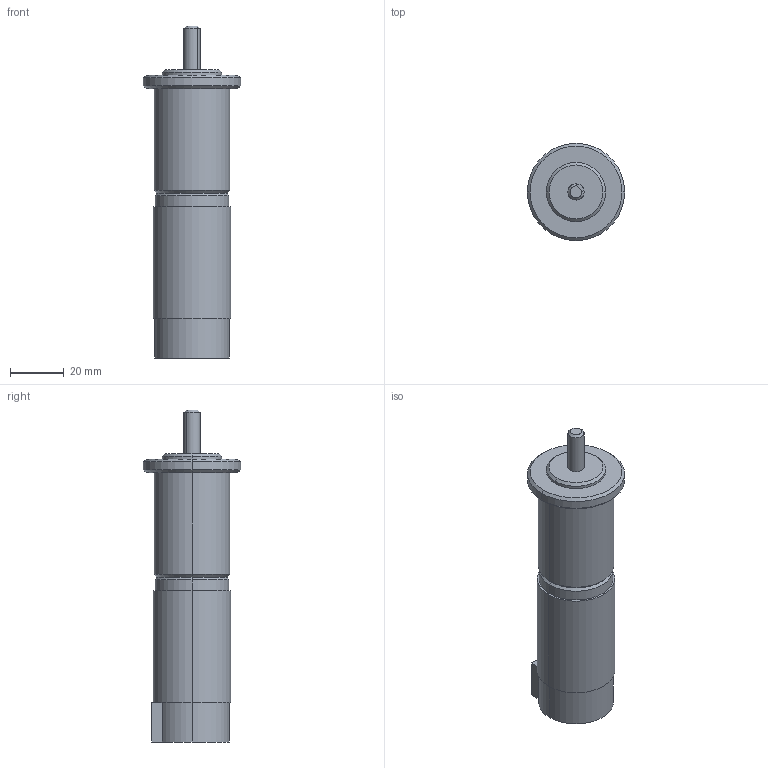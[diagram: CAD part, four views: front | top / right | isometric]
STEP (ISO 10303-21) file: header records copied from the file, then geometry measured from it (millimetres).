
FILE_DESCRIPTION (( 'STEP AP214' ), '1' );
FILE_NAME ('MOTOREDUCTEUR 12VDC COMPLET.STEP', '2014-02-20T14:01:34', ( '' ), ( '' ), 'SwSTEP 2.0', 'SolidWorks 2011', '' );
FILE_SCHEMA (( 'AUTOMOTIVE_DESIGN' ));
Length unit declared in the file: millimetre
Products named in the file (5): REDUCTEUR 1-51; ENCODEUR; AXE REDUCTEUR; MOTEUR 12VDC; MOTOREDUCTEUR 12VDC COMPLET
Assembly tree (4 placements, depth 2):
  MOTOREDUCTEUR 12VDC COMPLET
    MOTEUR 12VDC
    ENCODEUR
    AXE REDUCTEUR
    REDUCTEUR 1-51
Bounding box: 36 x 36 x 123 mm (x, y, z)
Volume: 68482.9 mm3; surface area: 14830.2 mm2
Topology: 4 solids, 4 shells, 52 faces, 105 edges, 66 vertices
Faces by surface type: plane 22, cylinder 17, cone 13
Entity records: 1566 total; most frequent: DIRECTION 270, CARTESIAN_POINT 240, ORIENTED_EDGE 210, AXIS2_PLACEMENT_3D 108, EDGE_CURVE 105, VERTEX_POINT 66, EDGE_LOOP 57, VECTOR 54
